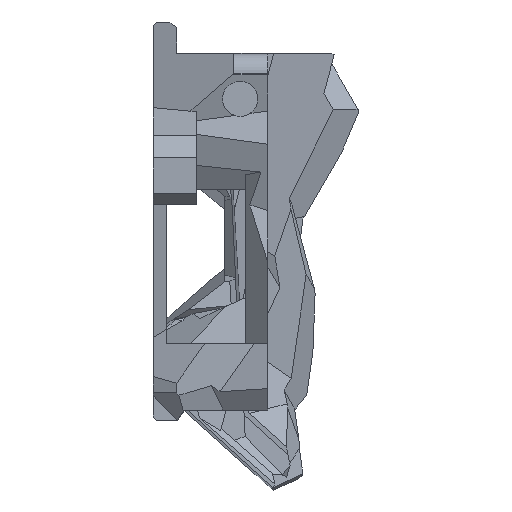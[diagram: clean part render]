
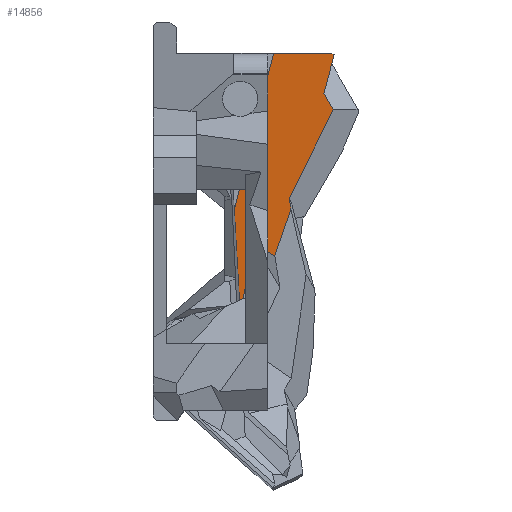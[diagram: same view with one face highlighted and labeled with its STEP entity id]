
A CAD part, left-side view. The second image highlights one B-rep face of the part: STEP entity #14856.
In plain terms, the highlighted planar face has unit normal (-0.997, 0.052, -0.056).
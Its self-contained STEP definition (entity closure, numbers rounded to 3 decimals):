
#266 = VERTEX_POINT ( 'NONE', #1750 ) ;
#433 = DIRECTION ( 'NONE',  ( 0.068, 0.258, -0.964 ) ) ;
#579 = VECTOR ( 'NONE', #14879, 1000. ) ;
#582 = EDGE_CURVE ( 'NONE', #15986, #17943, #16932, .T. ) ;
#764 = LINE ( 'NONE', #18467, #11053 ) ;
#1114 = CARTESIAN_POINT ( 'NONE',  ( 25.358, -6.998, 56.699 ) ) ;
#1302 = ORIENTED_EDGE ( 'NONE', *, *, #27093, .F. ) ;
#1382 = CARTESIAN_POINT ( 'NONE',  ( 26.64, 0.783, 41.095 ) ) ;
#1750 = CARTESIAN_POINT ( 'NONE',  ( 27.487, 3.497, 28.515 ) ) ;
#1940 = LINE ( 'NONE', #8657, #12079 ) ;
#2048 = CARTESIAN_POINT ( 'NONE',  ( 25.152, -8.001, 59.438 ) ) ;
#2360 = EDGE_CURVE ( 'NONE', #10189, #9112, #27139, .T. ) ;
#2936 = PLANE ( 'NONE',  #3358 ) ;
#3204 = DIRECTION ( 'NONE',  ( 0.022, -0.502, -0.865 ) ) ;
#3358 = AXIS2_PLACEMENT_3D ( 'NONE', #3664, #14647, #10214 ) ;
#3465 = EDGE_CURVE ( 'NONE', #5308, #15986, #23834, .T. ) ;
#3664 = CARTESIAN_POINT ( 'NONE',  ( 25.873, -3.598, 50.688 ) ) ;
#3695 = VERTEX_POINT ( 'NONE', #9750 ) ;
#3757 = LINE ( 'NONE', #4049, #27503 ) ;
#4049 = CARTESIAN_POINT ( 'NONE',  ( 25.718, -0.901, 55.972 ) ) ;
#4229 = CARTESIAN_POINT ( 'NONE',  ( 26.346, -2.78, 43.009 ) ) ;
#4637 = VECTOR ( 'NONE', #433, 1000. ) ;
#4775 = ORIENTED_EDGE ( 'NONE', *, *, #3465, .F. ) ;
#4850 = ORIENTED_EDGE ( 'NONE', *, *, #17034, .F. ) ;
#4929 = VERTEX_POINT ( 'NONE', #17027 ) ;
#4992 = EDGE_CURVE ( 'NONE', #10189, #266, #6355, .T. ) ;
#5069 = VECTOR ( 'NONE', #11214, 1000. ) ;
#5308 = VERTEX_POINT ( 'NONE', #6165 ) ;
#6165 = CARTESIAN_POINT ( 'NONE',  ( 26.792, 4.243, 41.61 ) ) ;
#6355 = LINE ( 'NONE', #1382, #579 ) ;
#6370 = CARTESIAN_POINT ( 'NONE',  ( 26.854, -0.924, 35.684 ) ) ;
#7115 = CARTESIAN_POINT ( 'NONE',  ( 25.026, -8.2, 61.5 ) ) ;
#7639 = DIRECTION ( 'NONE',  ( -0.053, 0.057, 0.997 ) ) ;
#8044 = VECTOR ( 'NONE', #8441, 1000. ) ;
#8384 = CARTESIAN_POINT ( 'NONE',  ( 25.366, -7.182, 56.382 ) ) ;
#8441 = DIRECTION ( 'NONE',  ( 0.073, 0.444, -0.893 ) ) ;
#8541 = ORIENTED_EDGE ( 'NONE', *, *, #582, .F. ) ;
#8657 = CARTESIAN_POINT ( 'NONE',  ( 24.901, -14.261, 58.09 ) ) ;
#9112 = VERTEX_POINT ( 'NONE', #6370 ) ;
#9750 = CARTESIAN_POINT ( 'NONE',  ( 25.42, -8.389, 54.301 ) ) ;
#9853 = ORIENTED_EDGE ( 'NONE', *, *, #23293, .F. ) ;
#10128 = EDGE_CURVE ( 'NONE', #15908, #9112, #13654, .T. ) ;
#10189 = VERTEX_POINT ( 'NONE', #12012 ) ;
#10214 = DIRECTION ( 'NONE',  ( 0., -0.731, -0.682 ) ) ;
#10287 = EDGE_CURVE ( 'NONE', #4929, #28466, #24268, .T. ) ;
#10914 = LINE ( 'NONE', #13286, #8044 ) ;
#10990 = DIRECTION ( 'NONE',  ( 0.018, 0.871, 0.49 ) ) ;
#11053 = VECTOR ( 'NONE', #7639, 1000. ) ;
#11060 = VECTOR ( 'NONE', #26500, 1000. ) ;
#11214 = DIRECTION ( 'NONE',  ( -0.019, -0.877, -0.48 ) ) ;
#11252 = ORIENTED_EDGE ( 'NONE', *, *, #10287, .F. ) ;
#11287 = FACE_OUTER_BOUND ( 'NONE', #27857, .T. ) ;
#11593 = CARTESIAN_POINT ( 'NONE',  ( 26.431, -2.894, 41.387 ) ) ;
#12012 = CARTESIAN_POINT ( 'NONE',  ( 26.91, 1.647, 37.089 ) ) ;
#12079 = VECTOR ( 'NONE', #10990, 1000. ) ;
#12325 = ORIENTED_EDGE ( 'NONE', *, *, #2360, .T. ) ;
#13286 = CARTESIAN_POINT ( 'NONE',  ( 25.515, -7.812, 53.14 ) ) ;
#13580 = CARTESIAN_POINT ( 'NONE',  ( 26.874, -0.029, 36.173 ) ) ;
#13654 = LINE ( 'NONE', #11593, #19534 ) ;
#14647 = DIRECTION ( 'NONE',  ( 0.997, -0.052, 0.056 ) ) ;
#14856 = ADVANCED_FACE ( 'NONE', ( #11287 ), #2936, .F. ) ;
#14879 = DIRECTION ( 'NONE',  ( 0.066, 0.21, -0.975 ) ) ;
#15087 = EDGE_CURVE ( 'NONE', #28466, #3695, #21036, .T. ) ;
#15489 = CARTESIAN_POINT ( 'NONE',  ( 25.415, -0.765, 61.5 ) ) ;
#15908 = VERTEX_POINT ( 'NONE', #17297 ) ;
#15986 = VERTEX_POINT ( 'NONE', #15489 ) ;
#16932 = LINE ( 'NONE', #25834, #17971 ) ;
#17027 = CARTESIAN_POINT ( 'NONE',  ( 25.02, -8.507, 61.327 ) ) ;
#17034 = EDGE_CURVE ( 'NONE', #25118, #15908, #3757, .T. ) ;
#17297 = CARTESIAN_POINT ( 'NONE',  ( 26.413, -2.979, 41.635 ) ) ;
#17547 = ORIENTED_EDGE ( 'NONE', *, *, #10128, .F. ) ;
#17943 = VERTEX_POINT ( 'NONE', #7115 ) ;
#17971 = VECTOR ( 'NONE', #24063, 1000. ) ;
#18467 = CARTESIAN_POINT ( 'NONE',  ( 27.635, 3.338, 25.731 ) ) ;
#19534 = VECTOR ( 'NONE', #20358, 1000. ) ;
#19793 = CARTESIAN_POINT ( 'NONE',  ( 25.802, 0.643, 55.908 ) ) ;
#20358 = DIRECTION ( 'NONE',  ( 0.07, 0.326, -0.943 ) ) ;
#21036 = LINE ( 'NONE', #1114, #26264 ) ;
#21936 = ORIENTED_EDGE ( 'NONE', *, *, #4992, .F. ) ;
#23293 = EDGE_CURVE ( 'NONE', #266, #5308, #764, .T. ) ;
#23331 = ORIENTED_EDGE ( 'NONE', *, *, #25369, .T. ) ;
#23834 = LINE ( 'NONE', #19793, #11060 ) ;
#24063 = DIRECTION ( 'NONE',  ( -0.052, -0.999, 0. ) ) ;
#24268 = LINE ( 'NONE', #2048, #4637 ) ;
#24516 = ORIENTED_EDGE ( 'NONE', *, *, #15087, .F. ) ;
#25118 = VERTEX_POINT ( 'NONE', #4229 ) ;
#25369 = EDGE_CURVE ( 'NONE', #4929, #17943, #1940, .T. ) ;
#25834 = CARTESIAN_POINT ( 'NONE',  ( 25.25, -3.924, 61.5 ) ) ;
#26264 = VECTOR ( 'NONE', #3204, 1000. ) ;
#26403 = DIRECTION ( 'NONE',  ( 0.048, -0.143, -0.989 ) ) ;
#26500 = DIRECTION ( 'NONE',  ( -0.067, -0.244, 0.968 ) ) ;
#27093 = EDGE_CURVE ( 'NONE', #3695, #25118, #10914, .T. ) ;
#27139 = LINE ( 'NONE', #13580, #5069 ) ;
#27503 = VECTOR ( 'NONE', #26403, 1000. ) ;
#27857 = EDGE_LOOP ( 'NONE', ( #12325, #17547, #4850, #1302, #24516, #11252, #23331, #8541, #4775, #9853, #21936 ) ) ;
#28466 = VERTEX_POINT ( 'NONE', #8384 ) ;
